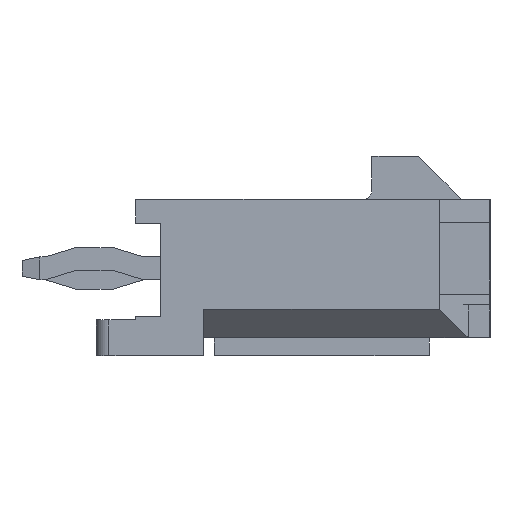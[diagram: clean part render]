
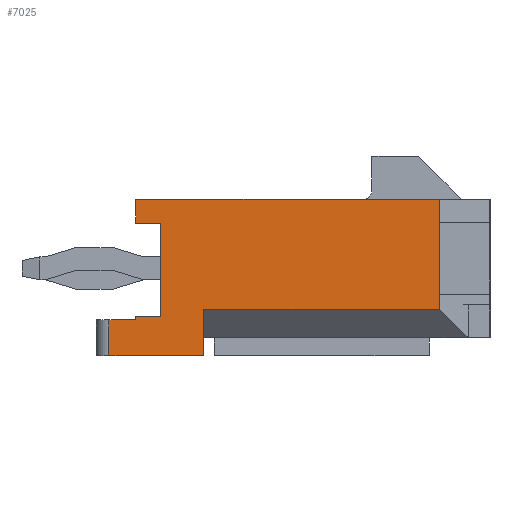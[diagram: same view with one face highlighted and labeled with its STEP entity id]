
A CAD part, left-side view. The second image highlights one B-rep face of the part: STEP entity #7025.
In plain terms, the highlighted planar face has unit normal (-1, 0, 0).
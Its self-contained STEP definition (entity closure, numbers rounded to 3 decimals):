
#865=ORIENTED_EDGE('',*,*,#2781,.F.);
#866=ORIENTED_EDGE('',*,*,#2782,.T.);
#867=ORIENTED_EDGE('',*,*,#2783,.F.);
#868=ORIENTED_EDGE('',*,*,#2784,.F.);
#869=ORIENTED_EDGE('',*,*,#2785,.F.);
#870=ORIENTED_EDGE('',*,*,#2221,.T.);
#871=ORIENTED_EDGE('',*,*,#2786,.T.);
#872=ORIENTED_EDGE('',*,*,#2787,.T.);
#873=ORIENTED_EDGE('',*,*,#2788,.T.);
#874=ORIENTED_EDGE('',*,*,#2789,.T.);
#875=ORIENTED_EDGE('',*,*,#2790,.T.);
#876=ORIENTED_EDGE('',*,*,#2791,.T.);
#877=ORIENTED_EDGE('',*,*,#2792,.T.);
#878=ORIENTED_EDGE('',*,*,#2793,.T.);
#2221=EDGE_CURVE('',#3237,#3236,#3895,.T.);
#2781=EDGE_CURVE('',#3680,#3681,#4455,.T.);
#2782=EDGE_CURVE('',#3680,#3682,#4456,.T.);
#2783=EDGE_CURVE('',#3683,#3682,#4457,.T.);
#2784=EDGE_CURVE('',#3684,#3683,#4458,.T.);
#2785=EDGE_CURVE('',#3237,#3684,#4459,.T.);
#2786=EDGE_CURVE('',#3236,#3685,#4460,.T.);
#2787=EDGE_CURVE('',#3685,#3686,#4461,.T.);
#2788=EDGE_CURVE('',#3686,#3687,#4462,.T.);
#2789=EDGE_CURVE('',#3687,#3688,#4463,.T.);
#2790=EDGE_CURVE('',#3688,#3689,#4464,.T.);
#2791=EDGE_CURVE('',#3689,#3690,#4465,.T.);
#2792=EDGE_CURVE('',#3690,#3691,#4466,.T.);
#2793=EDGE_CURVE('',#3691,#3681,#4467,.T.);
#3236=VERTEX_POINT('',#9673);
#3237=VERTEX_POINT('',#9675);
#3680=VERTEX_POINT('',#10777);
#3681=VERTEX_POINT('',#10778);
#3682=VERTEX_POINT('',#10780);
#3683=VERTEX_POINT('',#10782);
#3684=VERTEX_POINT('',#10784);
#3685=VERTEX_POINT('',#10787);
#3686=VERTEX_POINT('',#10789);
#3687=VERTEX_POINT('',#10791);
#3688=VERTEX_POINT('',#10793);
#3689=VERTEX_POINT('',#10795);
#3690=VERTEX_POINT('',#10797);
#3691=VERTEX_POINT('',#10799);
#3895=LINE('',#9674,#4905);
#4455=LINE('',#10776,#5465);
#4456=LINE('',#10779,#5466);
#4457=LINE('',#10781,#5467);
#4458=LINE('',#10783,#5468);
#4459=LINE('',#10785,#5469);
#4460=LINE('',#10786,#5470);
#4461=LINE('',#10788,#5471);
#4462=LINE('',#10790,#5472);
#4463=LINE('',#10792,#5473);
#4464=LINE('',#10794,#5474);
#4465=LINE('',#10796,#5475);
#4466=LINE('',#10798,#5476);
#4467=LINE('',#10800,#5477);
#4905=VECTOR('',#7813,1000.);
#5465=VECTOR('',#8571,1000.);
#5466=VECTOR('',#8572,1000.);
#5467=VECTOR('',#8573,1000.);
#5468=VECTOR('',#8574,1000.);
#5469=VECTOR('',#8575,1000.);
#5470=VECTOR('',#8576,1000.);
#5471=VECTOR('',#8577,1000.);
#5472=VECTOR('',#8578,1000.);
#5473=VECTOR('',#8579,1000.);
#5474=VECTOR('',#8580,1000.);
#5475=VECTOR('',#8581,1000.);
#5476=VECTOR('',#8582,1000.);
#5477=VECTOR('',#8583,1000.);
#5934=EDGE_LOOP('',(#865,#866,#867,#868,#869,#870,#871,#872,#873,#874,#875,
#876,#877,#878));
#6314=FACE_BOUND('',#5934,.T.);
#6671=PLANE('',#7409);
#7025=ADVANCED_FACE('',(#6314),#6671,.T.);
#7409=AXIS2_PLACEMENT_3D('',#10775,#8569,#8570);
#7813=DIRECTION('',(0.,1.,0.));
#8569=DIRECTION('',(-1.,0.,0.));
#8570=DIRECTION('',(0.,0.,1.));
#8571=DIRECTION('',(0.,0.,-1.));
#8572=DIRECTION('',(0.,-1.,0.));
#8573=DIRECTION('',(0.,0.,-1.));
#8574=DIRECTION('',(0.,0.,-1.));
#8575=DIRECTION('',(0.,0.,-1.));
#8576=DIRECTION('',(0.,0.,-1.));
#8577=DIRECTION('',(0.,-1.,0.));
#8578=DIRECTION('',(0.,0.,-1.));
#8579=DIRECTION('',(0.,1.,0.));
#8580=DIRECTION('',(0.,0.,-1.));
#8581=DIRECTION('',(0.,1.,0.));
#8582=DIRECTION('',(0.,0.,-1.));
#8583=DIRECTION('',(0.,-1.,0.));
#9673=CARTESIAN_POINT('',(-16.825,4.95,2.185));
#9674=CARTESIAN_POINT('',(-16.825,-4.95,2.185));
#9675=CARTESIAN_POINT('',(-16.825,-3.536,2.185));
#10775=CARTESIAN_POINT('',(-16.825,0.,0.));
#10776=CARTESIAN_POINT('',(-16.825,3.05,-1.685));
#10777=CARTESIAN_POINT('',(-16.825,3.05,-0.885));
#10778=CARTESIAN_POINT('',(-16.825,3.05,-2.185));
#10779=CARTESIAN_POINT('',(-16.825,0.,-0.885));
#10780=CARTESIAN_POINT('',(-16.825,-3.536,-0.885));
#10781=CARTESIAN_POINT('',(-16.825,-3.536,0.));
#10782=CARTESIAN_POINT('',(-16.825,-3.536,-0.465));
#10783=CARTESIAN_POINT('',(-16.825,-3.536,1.535));
#10784=CARTESIAN_POINT('',(-16.825,-3.536,1.535));
#10785=CARTESIAN_POINT('',(-16.825,-3.536,0.));
#10786=CARTESIAN_POINT('',(-16.825,4.95,2.185));
#10787=CARTESIAN_POINT('',(-16.825,4.95,1.515));
#10788=CARTESIAN_POINT('',(-16.825,0.,1.515));
#10789=CARTESIAN_POINT('',(-16.825,4.25,1.515));
#10790=CARTESIAN_POINT('',(-16.825,4.25,0.));
#10791=CARTESIAN_POINT('',(-16.825,4.25,-1.085));
#10792=CARTESIAN_POINT('',(-16.825,0.,-1.085));
#10793=CARTESIAN_POINT('',(-16.825,4.95,-1.085));
#10794=CARTESIAN_POINT('',(-16.825,4.95,2.185));
#10795=CARTESIAN_POINT('',(-16.825,4.95,-1.185));
#10796=CARTESIAN_POINT('',(-16.825,4.95,-1.185));
#10797=CARTESIAN_POINT('',(-16.825,5.7,-1.185));
#10798=CARTESIAN_POINT('',(-16.825,5.7,-1.185));
#10799=CARTESIAN_POINT('',(-16.825,5.7,-2.185));
#10800=CARTESIAN_POINT('',(-16.825,4.95,-2.185));
